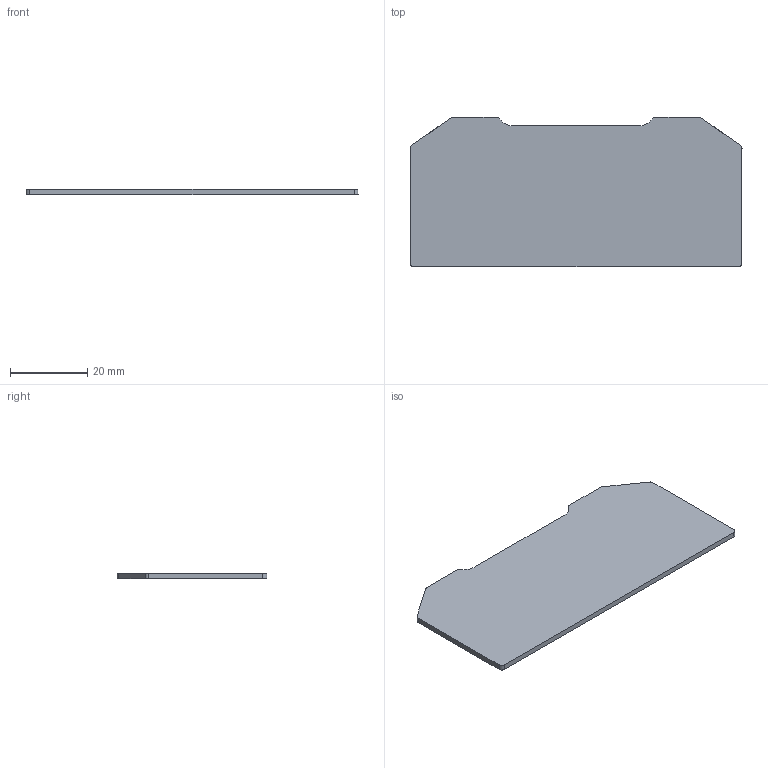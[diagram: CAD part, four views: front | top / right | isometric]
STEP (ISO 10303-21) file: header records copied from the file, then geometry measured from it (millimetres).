
FILE_DESCRIPTION (( 'STEP AP214' ), '1' );
FILE_NAME ('450310_NPP-WGO PB6_Beige.STP', '2013-11-15T07:58:26', ( 'arge' ), ( 'Microsoft' ), 'SwSTEP 2.0', 'SolidWorks 2013', '' );
FILE_SCHEMA (( 'AUTOMOTIVE_DESIGN' ));
Length unit declared in the file: millimetre
Products named in the file (1): 450310_NPP-WGO PB6_Beige
Bounding box: 85.71 x 38.66 x 1.42 mm (x, y, z)
Volume: 4456.8 mm3; surface area: 6630.2 mm2
Topology: 1 solids, 1 shells, 22 faces, 64 edges, 44 vertices
Faces by surface type: plane 12, cylinder 10
Entity records: 1016 total; most frequent: CARTESIAN_POINT 131, DIRECTION 130, ORIENTED_EDGE 128, EDGE_CURVE 64, VECTOR 44, VERTEX_POINT 44, LINE 44, AXIS2_PLACEMENT_3D 43
